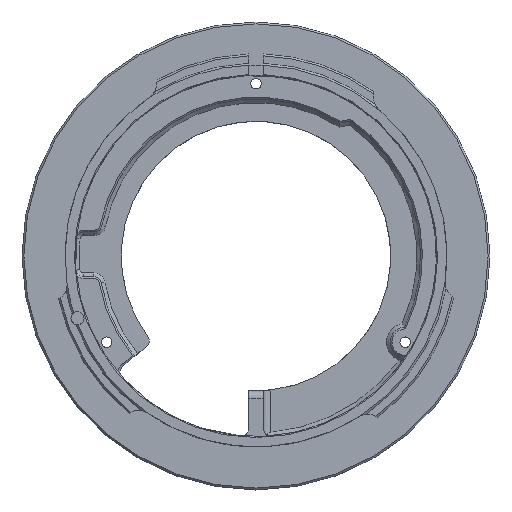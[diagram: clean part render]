
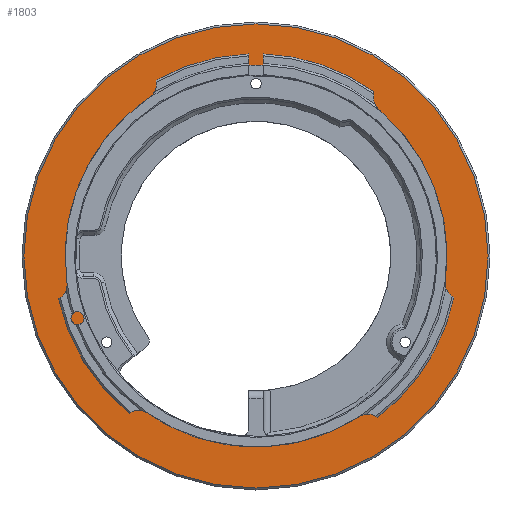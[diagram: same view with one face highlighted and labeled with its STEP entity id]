
A CAD part, top view. The second image highlights one B-rep face of the part: STEP entity #1803.
In plain terms, the highlighted planar face has unit normal (0, 0, 1).
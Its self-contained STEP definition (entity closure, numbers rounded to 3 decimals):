
#115=PLANE('',#1984);
#202=CIRCLE('',#1985,31.);
#203=CIRCLE('',#1986,25.5);
#204=CIRCLE('',#1987,0.875);
#387=ORIENTED_EDGE('',*,*,#922,.T.);
#388=ORIENTED_EDGE('',*,*,#923,.F.);
#389=ORIENTED_EDGE('',*,*,#924,.T.);
#922=EDGE_CURVE('',#1184,#1184,#202,.T.);
#923=EDGE_CURVE('',#1185,#1186,#203,.T.);
#924=EDGE_CURVE('',#1185,#1186,#204,.T.);
#1184=VERTEX_POINT('',#2987);
#1185=VERTEX_POINT('',#2989);
#1186=VERTEX_POINT('',#2990);
#1522=EDGE_LOOP('',(#387));
#1523=EDGE_LOOP('',(#388,#389));
#1652=FACE_BOUND('',#1522,.T.);
#1653=FACE_BOUND('',#1523,.T.);
#1803=ADVANCED_FACE('',(#1652,#1653),#115,.T.);
#1984=AXIS2_PLACEMENT_3D('',#2985,#2324,#2325);
#1985=AXIS2_PLACEMENT_3D('',#2986,#2326,#2327);
#1986=AXIS2_PLACEMENT_3D('',#2988,#2328,#2329);
#1987=AXIS2_PLACEMENT_3D('',#2991,#2330,#2331);
#2324=DIRECTION('',(0.,0.,1.));
#2325=DIRECTION('',(1.,0.,0.));
#2326=DIRECTION('',(0.,0.,1.));
#2327=DIRECTION('',(1.,0.,0.));
#2328=DIRECTION('',(0.,0.,1.));
#2329=DIRECTION('',(1.,0.,0.));
#2330=DIRECTION('',(0.,0.,1.));
#2331=DIRECTION('',(1.,0.,0.));
#2985=CARTESIAN_POINT('',(0.,0.,7.3));
#2986=CARTESIAN_POINT('',(0.,0.,7.3));
#2987=CARTESIAN_POINT('',(31.,0.,7.3));
#2988=CARTESIAN_POINT('',(0.,0.,7.3));
#2989=CARTESIAN_POINT('',(-23.788,-9.187,7.3));
#2990=CARTESIAN_POINT('',(-24.342,-7.596,7.3));
#2991=CARTESIAN_POINT('',(-23.842,-8.314,7.3));
